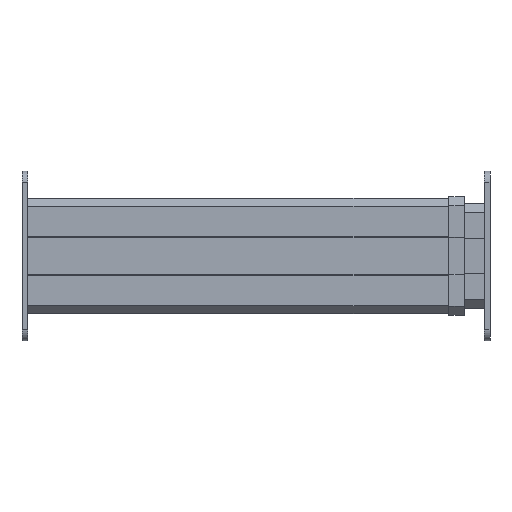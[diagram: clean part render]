
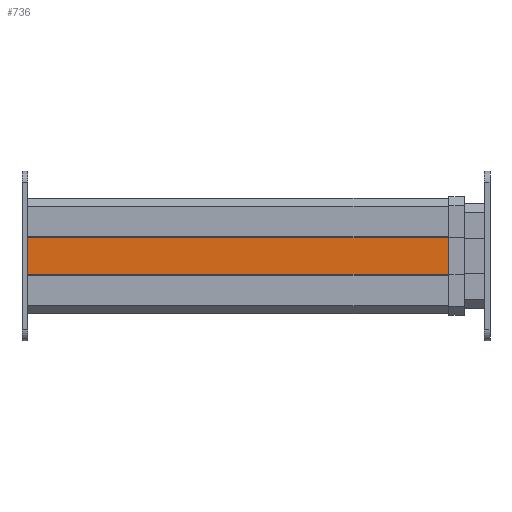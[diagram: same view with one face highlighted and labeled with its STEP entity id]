
A CAD part, left-side view. The second image highlights one B-rep face of the part: STEP entity #736.
In plain terms, the highlighted planar face has unit normal (-1, 0, 0).
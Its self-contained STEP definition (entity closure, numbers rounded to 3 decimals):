
#245 = CARTESIAN_POINT ( 'NONE',  ( -51.5, 390., -34.793 ) ) ;
#278 = LINE ( 'NONE', #3327, #7544 ) ;
#547 = DIRECTION ( 'NONE',  ( 0., 0., 1. ) ) ;
#736 = ADVANCED_FACE ( 'NONE', ( #7951 ), #1744, .F. ) ;
#891 = CARTESIAN_POINT ( 'NONE',  ( -51.5, 0., -34.793 ) ) ;
#1010 = EDGE_CURVE ( 'NONE', #8362, #2694, #278, .T. ) ;
#1205 = ORIENTED_EDGE ( 'NONE', *, *, #1010, .F. ) ;
#1230 = VERTEX_POINT ( 'NONE', #891 ) ;
#1616 = DIRECTION ( 'NONE',  ( 0., 0., -1. ) ) ;
#1744 = PLANE ( 'NONE',  #6102 ) ;
#1812 = DIRECTION ( 'NONE',  ( 1., 0., 0. ) ) ;
#1906 = CARTESIAN_POINT ( 'NONE',  ( -51.5, 390., -34.793 ) ) ;
#1981 = VECTOR ( 'NONE', #6990, 1000. ) ;
#2102 = ORIENTED_EDGE ( 'NONE', *, *, #7374, .T. ) ;
#2155 = ORIENTED_EDGE ( 'NONE', *, *, #6755, .T. ) ;
#2694 = VERTEX_POINT ( 'NONE', #8026 ) ;
#2891 = ORIENTED_EDGE ( 'NONE', *, *, #4597, .F. ) ;
#3283 = LINE ( 'NONE', #6241, #5033 ) ;
#3327 = CARTESIAN_POINT ( 'NONE',  ( -51.5, 390., -34.793 ) ) ;
#3988 = LINE ( 'NONE', #245, #1981 ) ;
#4448 = CARTESIAN_POINT ( 'NONE',  ( -51.5, 0., -68.207 ) ) ;
#4597 = EDGE_CURVE ( 'NONE', #2694, #1230, #3988, .T. ) ;
#4694 = LINE ( 'NONE', #7117, #8425 ) ;
#4857 = DIRECTION ( 'NONE',  ( 0., 0., 1. ) ) ;
#5033 = VECTOR ( 'NONE', #6997, 1000. ) ;
#6010 = EDGE_LOOP ( 'NONE', ( #2155, #2891, #1205, #2102 ) ) ;
#6102 = AXIS2_PLACEMENT_3D ( 'NONE', #1906, #1812, #1616 ) ;
#6241 = CARTESIAN_POINT ( 'NONE',  ( -51.5, 390., -68.207 ) ) ;
#6755 = EDGE_CURVE ( 'NONE', #7789, #1230, #4694, .T. ) ;
#6990 = DIRECTION ( 'NONE',  ( 0., -1., 0. ) ) ;
#6997 = DIRECTION ( 'NONE',  ( 0., -1., 0. ) ) ;
#7117 = CARTESIAN_POINT ( 'NONE',  ( -51.5, 0., -34.793 ) ) ;
#7374 = EDGE_CURVE ( 'NONE', #8362, #7789, #3283, .T. ) ;
#7544 = VECTOR ( 'NONE', #547, 1000. ) ;
#7789 = VERTEX_POINT ( 'NONE', #4448 ) ;
#7951 = FACE_OUTER_BOUND ( 'NONE', #6010, .T. ) ;
#8026 = CARTESIAN_POINT ( 'NONE',  ( -51.5, 390., -34.793 ) ) ;
#8362 = VERTEX_POINT ( 'NONE', #8686 ) ;
#8425 = VECTOR ( 'NONE', #4857, 1000. ) ;
#8686 = CARTESIAN_POINT ( 'NONE',  ( -51.5, 390., -68.207 ) ) ;
